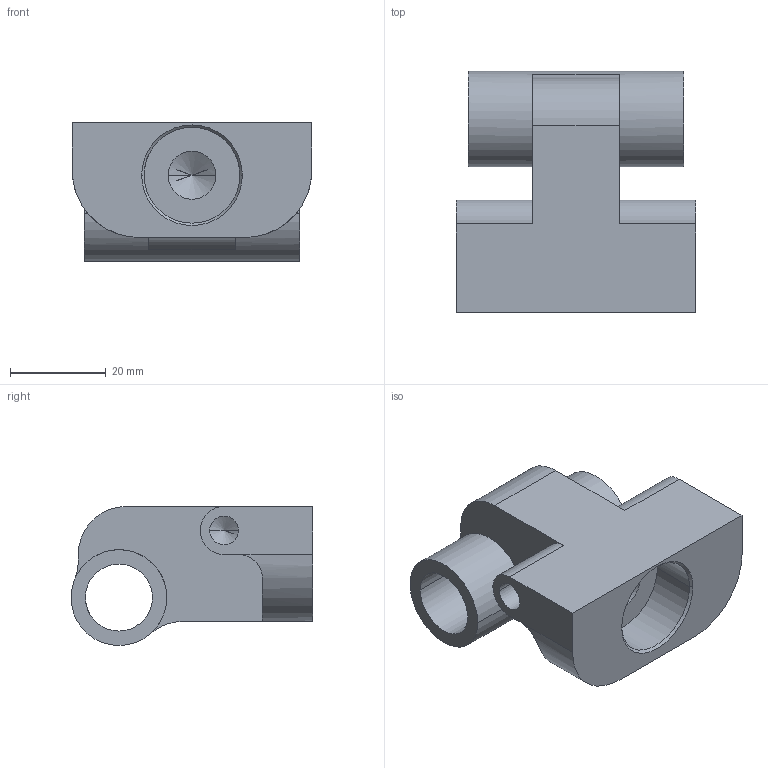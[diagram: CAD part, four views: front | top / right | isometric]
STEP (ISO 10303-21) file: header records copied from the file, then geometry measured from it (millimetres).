
FILE_DESCRIPTION(('CATIA V5 STEP Exchange'),'2;1');
FILE_NAME('pivot levier.stp','2019-01-10T20:43:11+00:00',('none'),('none'),'CATIA Version 5 Release 19 SP 2 (IN-10)','CATIA V5 STEP AP203','none');
FILE_SCHEMA(('CONFIG_CONTROL_DESIGN'));
Length unit declared in the file: millimetre
Products named in the file (1): Part2
Bounding box: 50 x 50.5 x 29 mm (x, y, z)
Volume: 29864.8 mm3; surface area: 12534.3 mm2
Topology: 1 solids, 1 shells, 51 faces, 152 edges, 101 vertices
Faces by surface type: cylinder 28, plane 15, cone 8
Entity records: 1631 total; most frequent: CARTESIAN_POINT 300, ORIENTED_EDGE 292, DIRECTION 216, EDGE_CURVE 146, AXIS2_PLACEMENT_3D 109, VERTEX_POINT 101, VECTOR 72, CIRCLE 72
